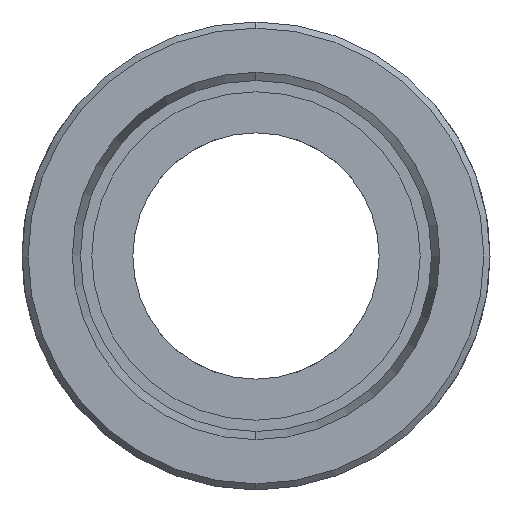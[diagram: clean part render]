
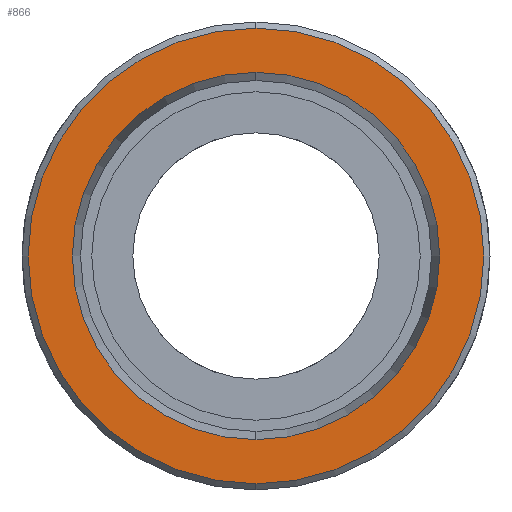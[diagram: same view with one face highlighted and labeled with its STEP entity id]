
A CAD part, left-side view. The second image highlights one B-rep face of the part: STEP entity #866.
In plain terms, the highlighted planar face has unit normal (-1, 0, 0).
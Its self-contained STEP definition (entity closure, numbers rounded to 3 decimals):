
#12 = EDGE_LOOP ( 'NONE', ( #1166, #1172 ) ) ;
#13 = EDGE_LOOP ( 'NONE', ( #1165, #1121 ) ) ;
#361 = DIRECTION ( 'NONE',  ( 0., 0., -1. ) ) ;
#362 = DIRECTION ( 'NONE',  ( -1., 0., 0. ) ) ;
#363 = CARTESIAN_POINT ( 'NONE',  ( 0., 0., 0. ) ) ;
#402 = DIRECTION ( 'NONE',  ( 0., 0., 1. ) ) ;
#403 = DIRECTION ( 'NONE',  ( -1., 0., 0. ) ) ;
#404 = CARTESIAN_POINT ( 'NONE',  ( 0., 0., 0. ) ) ;
#413 = DIRECTION ( 'NONE',  ( 0., 0., 1. ) ) ;
#414 = DIRECTION ( 'NONE',  ( -1., 0., 0. ) ) ;
#415 = CARTESIAN_POINT ( 'NONE',  ( 0., 0., 0. ) ) ;
#476 = EDGE_CURVE ( 'NONE', #951, #965, #2156, .T. ) ;
#515 = EDGE_CURVE ( 'NONE', #958, #960, #2263, .T. ) ;
#518 = EDGE_CURVE ( 'NONE', #960, #958, #2221, .T. ) ;
#533 = EDGE_CURVE ( 'NONE', #965, #951, #2362, .T. ) ;
#679 = DIRECTION ( 'NONE',  ( 1., 0., 0. ) ) ;
#708 = CARTESIAN_POINT ( 'NONE',  ( 0., 0., 0. ) ) ;
#726 = PLANE ( 'NONE',  #2259 ) ;
#838 = DIRECTION ( 'NONE',  ( 0., 0., -1. ) ) ;
#866 = ADVANCED_FACE ( 'NONE', ( #1332, #1333 ), #726, .F. ) ;
#951 = VERTEX_POINT ( 'NONE', #1910 ) ;
#958 = VERTEX_POINT ( 'NONE', #2074 ) ;
#960 = VERTEX_POINT ( 'NONE', #2082 ) ;
#965 = VERTEX_POINT ( 'NONE', #2090 ) ;
#1121 = ORIENTED_EDGE ( 'NONE', *, *, #518, .F. ) ;
#1165 = ORIENTED_EDGE ( 'NONE', *, *, #515, .F. ) ;
#1166 = ORIENTED_EDGE ( 'NONE', *, *, #533, .T. ) ;
#1172 = ORIENTED_EDGE ( 'NONE', *, *, #476, .T. ) ;
#1332 = FACE_OUTER_BOUND ( 'NONE', #12, .T. ) ;
#1333 = FACE_BOUND ( 'NONE', #13, .T. ) ;
#1791 = DIRECTION ( 'NONE',  ( 0., 0., -1. ) ) ;
#1792 = DIRECTION ( 'NONE',  ( -1., 0., 0. ) ) ;
#1793 = CARTESIAN_POINT ( 'NONE',  ( 0., 0., 0. ) ) ;
#1910 = CARTESIAN_POINT ( 'NONE',  ( 0., 0., 11.1 ) ) ;
#2074 = CARTESIAN_POINT ( 'NONE',  ( 0., 0., 8.95 ) ) ;
#2082 = CARTESIAN_POINT ( 'NONE',  ( 0., 0., -8.95 ) ) ;
#2090 = CARTESIAN_POINT ( 'NONE',  ( 0., 0., -11.1 ) ) ;
#2154 = AXIS2_PLACEMENT_3D ( 'NONE', #1793, #1792, #1791 ) ;
#2156 = CIRCLE ( 'NONE', #2154, 11.1 ) ;
#2221 = CIRCLE ( 'NONE', #2232, 8.95 ) ;
#2232 = AXIS2_PLACEMENT_3D ( 'NONE', #404, #403, #402 ) ;
#2248 = AXIS2_PLACEMENT_3D ( 'NONE', #415, #414, #413 ) ;
#2259 = AXIS2_PLACEMENT_3D ( 'NONE', #708, #679, #838 ) ;
#2263 = CIRCLE ( 'NONE', #2248, 8.95 ) ;
#2359 = AXIS2_PLACEMENT_3D ( 'NONE', #363, #362, #361 ) ;
#2362 = CIRCLE ( 'NONE', #2359, 11.1 ) ;
